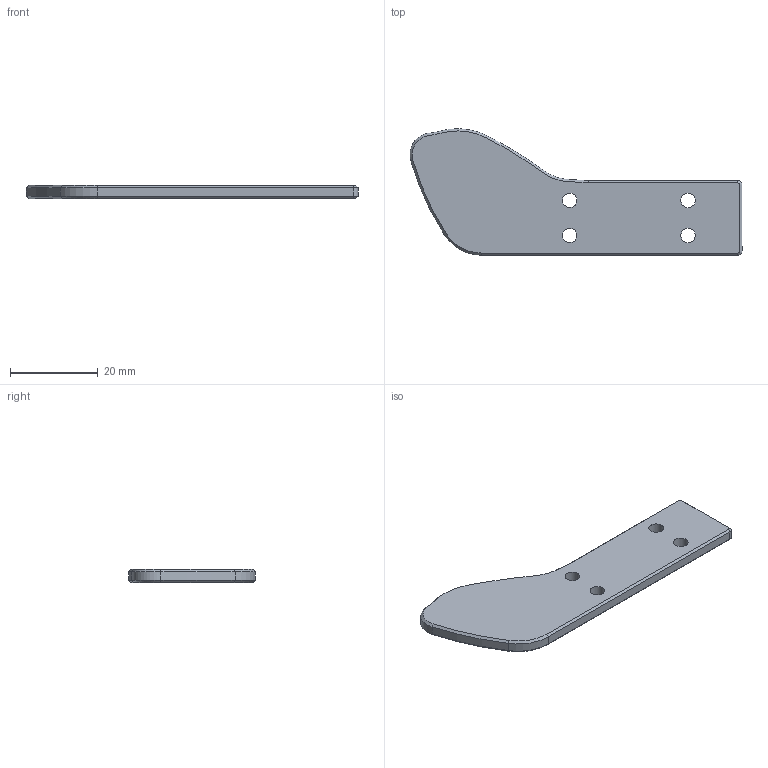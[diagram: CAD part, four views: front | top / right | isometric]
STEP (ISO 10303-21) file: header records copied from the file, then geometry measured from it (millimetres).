
FILE_DESCRIPTION(/* description */ (''),/* implementation_level */ '2;1');
FILE_NAME(/* name */ 'PE_FGT_ClutchPaddle.step',/* time_stamp */ '2023-11-15T13:58:47+01:00',/* author */ (''),/* organization */ (''),/* preprocessor_version */ 'ST-DEVELOPER v20',/* originating_system */ 'Autodesk Translation Framework v12.14.0.127',/* authorisation */ '');
FILE_SCHEMA (('AUTOMOTIVE_DESIGN { 1 0 10303 214 3 1 1 }'));
Length unit declared in the file: millimetre
Products named in the file (1): ClutchPaddle-export
Bounding box: 75.74 x 28.86 x 3 mm (x, y, z)
Volume: 4239.4 mm3; surface area: 3433.3 mm2
Topology: 1 solids, 1 shells, 45 faces, 103 edges, 60 vertices
Faces by surface type: cone 14, plane 11, cylinder 11, bspline 9
Full cylindrical faces by diameter (mm): 3.3 x4
Entity records: 1381 total; most frequent: CARTESIAN_POINT 350, ORIENTED_EDGE 206, DIRECTION 201, EDGE_CURVE 103, AXIS2_PLACEMENT_3D 73, VERTEX_POINT 60, LINE 55, VECTOR 55
